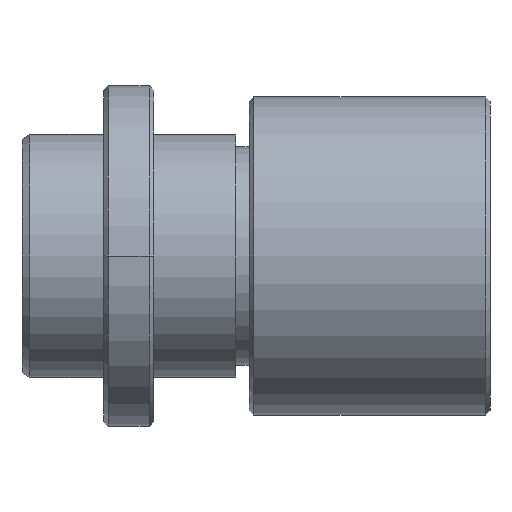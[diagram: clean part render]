
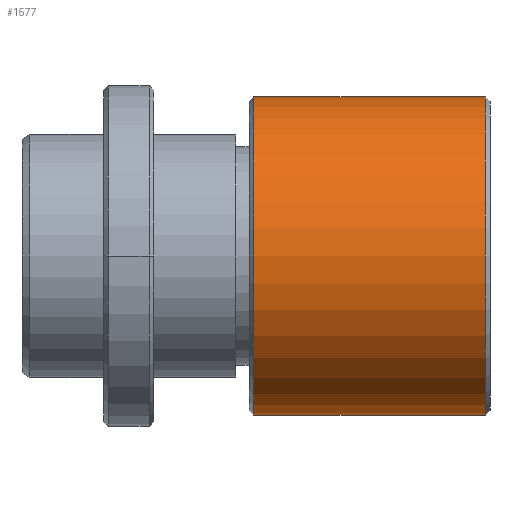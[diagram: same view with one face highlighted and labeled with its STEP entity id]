
A CAD part, front view. The second image highlights one B-rep face of the part: STEP entity #1577.
In plain terms, the highlighted cylindrical face has radius 8.89 mm (diameter 17.78 mm), a partial arc.
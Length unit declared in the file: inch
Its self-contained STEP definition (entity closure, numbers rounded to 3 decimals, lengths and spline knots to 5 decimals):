
#651 = VECTOR ( 'NONE', #10828, 39.37008 ) ;
#1133 = CARTESIAN_POINT ( 'NONE',  ( -0.08955, 0.00315, 0.39248 ) ) ;
#1265 = CARTESIAN_POINT ( 'NONE',  ( 0.42045, 0.00315, 0.04248 ) ) ;
#1505 = DIRECTION ( 'NONE',  ( 1., 0., 0. ) ) ;
#1557 = ORIENTED_EDGE ( 'NONE', *, *, #8863, .T. ) ;
#1577 = ADVANCED_FACE ( 'NONE', ( #2876 ), #4209, .T. ) ;
#2325 = ORIENTED_EDGE ( 'NONE', *, *, #11215, .F. ) ;
#2517 = EDGE_CURVE ( 'NONE', #13280, #6126, #7972, .T. ) ;
#2876 = FACE_OUTER_BOUND ( 'NONE', #19207, .T. ) ;
#3911 = DIRECTION ( 'NONE',  ( 0., 0., -1. ) ) ;
#4209 = CYLINDRICAL_SURFACE ( 'NONE', #14708, 0.35 ) ;
#4271 = VERTEX_POINT ( 'NONE', #1133 ) ;
#4355 = AXIS2_PLACEMENT_3D ( 'NONE', #1265, #12679, #3911 ) ;
#5216 = CARTESIAN_POINT ( 'NONE',  ( 0.42045, 0.00315, -0.30752 ) ) ;
#5995 = CIRCLE ( 'NONE', #17653, 0.35 ) ;
#6126 = VERTEX_POINT ( 'NONE', #19632 ) ;
#6832 = DIRECTION ( 'NONE',  ( 1., 0., 0. ) ) ;
#7437 = LINE ( 'NONE', #18766, #13900 ) ;
#7608 = CARTESIAN_POINT ( 'NONE',  ( -0.08955, 0.00315, -0.30752 ) ) ;
#7972 = CIRCLE ( 'NONE', #4355, 0.35 ) ;
#8275 = LINE ( 'NONE', #19581, #651 ) ;
#8863 = EDGE_CURVE ( 'NONE', #4271, #15282, #5995, .T. ) ;
#9983 = DIRECTION ( 'NONE',  ( 1., 0., 0. ) ) ;
#10237 = EDGE_CURVE ( 'NONE', #15282, #13280, #8275, .T. ) ;
#10290 = CARTESIAN_POINT ( 'NONE',  ( -0.08955, 0.00315, 0.04248 ) ) ;
#10828 = DIRECTION ( 'NONE',  ( 1., 0., 0. ) ) ;
#11215 = EDGE_CURVE ( 'NONE', #4271, #6126, #7437, .T. ) ;
#12679 = DIRECTION ( 'NONE',  ( -1., 0., 0. ) ) ;
#12917 = DIRECTION ( 'NONE',  ( 0., 0., 1. ) ) ;
#13280 = VERTEX_POINT ( 'NONE', #5216 ) ;
#13900 = VECTOR ( 'NONE', #9983, 39.37008 ) ;
#14654 = ORIENTED_EDGE ( 'NONE', *, *, #2517, .T. ) ;
#14708 = AXIS2_PLACEMENT_3D ( 'NONE', #15553, #6832, #18183 ) ;
#15282 = VERTEX_POINT ( 'NONE', #7608 ) ;
#15553 = CARTESIAN_POINT ( 'NONE',  ( 0.43045, 0.00315, 0.04248 ) ) ;
#17592 = ORIENTED_EDGE ( 'NONE', *, *, #10237, .T. ) ;
#17653 = AXIS2_PLACEMENT_3D ( 'NONE', #10290, #1505, #12917 ) ;
#18183 = DIRECTION ( 'NONE',  ( 0., 0., -1. ) ) ;
#18766 = CARTESIAN_POINT ( 'NONE',  ( 0.43045, 0.00315, 0.39248 ) ) ;
#19207 = EDGE_LOOP ( 'NONE', ( #2325, #1557, #17592, #14654 ) ) ;
#19581 = CARTESIAN_POINT ( 'NONE',  ( 0.43045, 0.00315, -0.30752 ) ) ;
#19632 = CARTESIAN_POINT ( 'NONE',  ( 0.42045, 0.00315, 0.39248 ) ) ;
